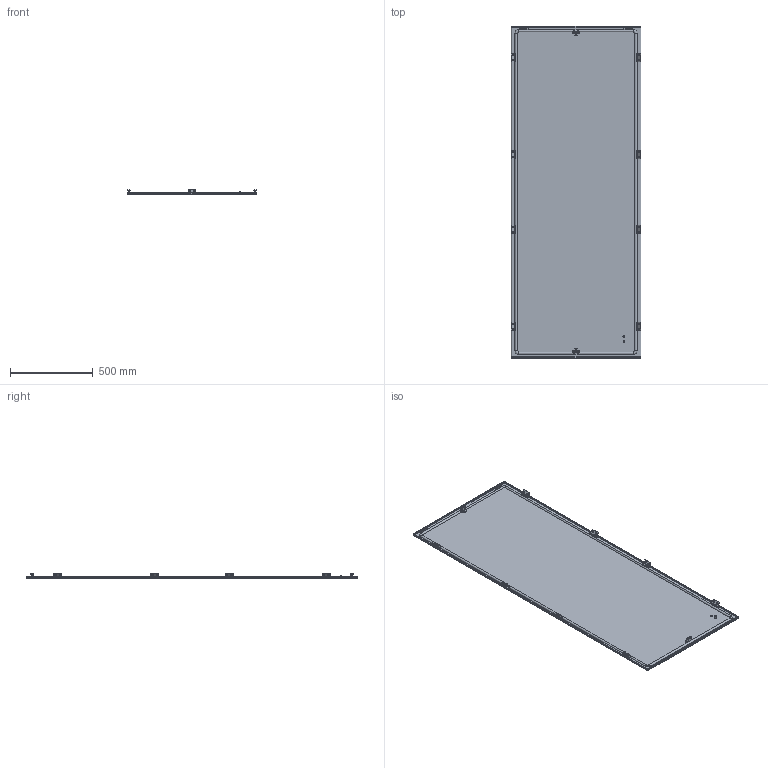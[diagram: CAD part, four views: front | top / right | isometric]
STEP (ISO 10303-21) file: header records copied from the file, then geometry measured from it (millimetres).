
FILE_DESCRIPTION (( 'STEP AP203' ), '1' );
FILE_NAME ('YKM40D-FO-SP-200-080-54 ÀÃÈÅ 275.03.000 Ïàíåëü áîêîâàÿ 2000õ800.STEP', '2020-12-15T08:39:31', ( '' ), ( '' ), 'SwSTEP 2.0', 'SolidWorks 2017', '' );
FILE_SCHEMA (( 'CONFIG_CONTROL_DESIGN' ));
Length unit declared in the file: millimetre
Products named in the file (1): YKM40D-FO-SP-200-080-54  ÀÃÈÅ 275.03.000 Ïàíåëü áîêîâàÿ 2000õ800
Bounding box: 781.68 x 2000 x 35.4 mm (x, y, z)
Volume: 2776862.4 mm3; surface area: 3565141.9 mm2
Topology: 46 solids, 46 shells, 1910 faces, 4815 edges, 3007 vertices
Faces by surface type: plane 840, cylinder 795, cone 231, torus 28, bspline 16
Full cylindrical faces by diameter (mm): 1 x1, 5 x2, 6 x12, 6.5 x4, 8 x3, 9.5 x1
Entity records: 57521 total; most frequent: CARTESIAN_POINT 10831, DIRECTION 10272, ORIENTED_EDGE 9362, EDGE_CURVE 4681, AXIS2_PLACEMENT_3D 3784, VERTEX_POINT 2979, VECTOR 2704, LINE 2704
